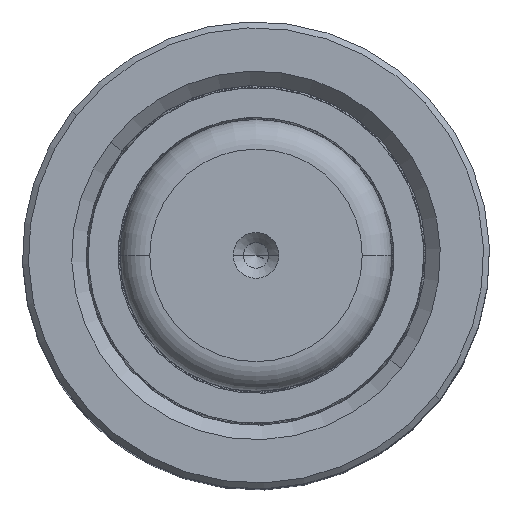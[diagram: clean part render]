
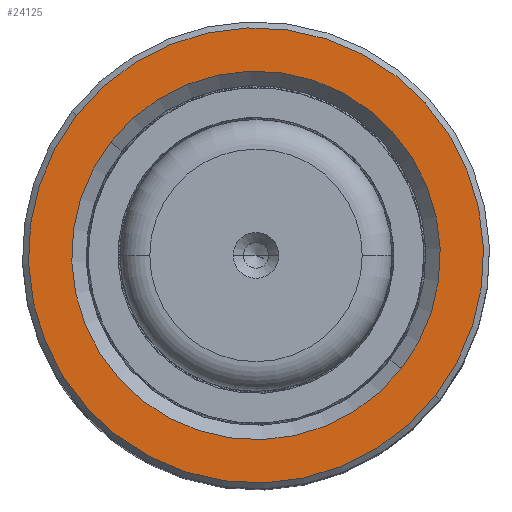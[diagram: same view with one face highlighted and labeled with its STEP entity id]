
A CAD part, top view. The second image highlights one B-rep face of the part: STEP entity #24125.
In plain terms, the highlighted planar face has unit normal (0, 0, 1).
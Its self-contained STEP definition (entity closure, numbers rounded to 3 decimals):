
#3023 = AXIS2_PLACEMENT_3D ( 'NONE', #17129, #13199, #31482 ) ;
#6033 = CARTESIAN_POINT ( 'NONE',  ( 0., 0., 80. ) ) ;
#6335 = EDGE_CURVE ( 'NONE', #26511, #56010, #23607, .T. ) ;
#8409 = DIRECTION ( 'NONE',  ( 1., 0., 0. ) ) ;
#9728 = EDGE_CURVE ( 'NONE', #56010, #26511, #24173, .T. ) ;
#10355 = VERTEX_POINT ( 'NONE', #48086 ) ;
#12460 = PLANE ( 'NONE',  #25959 ) ;
#13029 = EDGE_CURVE ( 'NONE', #10355, #34658, #37448, .T. ) ;
#13137 = DIRECTION ( 'NONE',  ( 0., 0., 1. ) ) ;
#13199 = DIRECTION ( 'NONE',  ( 0., 0., 1. ) ) ;
#13677 = CARTESIAN_POINT ( 'NONE',  ( -21.7, 0., 80. ) ) ;
#17129 = CARTESIAN_POINT ( 'NONE',  ( 0., 0., 80. ) ) ;
#20703 = EDGE_LOOP ( 'NONE', ( #28753, #26529 ) ) ;
#21514 = DIRECTION ( 'NONE',  ( 1., 0., 0. ) ) ;
#23607 = CIRCLE ( 'NONE', #55923, 21.7 ) ;
#23892 = AXIS2_PLACEMENT_3D ( 'NONE', #31234, #13137, #8409 ) ;
#24125 = ADVANCED_FACE ( 'NONE', ( #28014, #31492 ), #12460, .T. ) ;
#24173 = CIRCLE ( 'NONE', #45359, 21.7 ) ;
#24983 = ORIENTED_EDGE ( 'NONE', *, *, #9728, .T. ) ;
#25959 = AXIS2_PLACEMENT_3D ( 'NONE', #52489, #48537, #21514 ) ;
#26511 = VERTEX_POINT ( 'NONE', #27744 ) ;
#26529 = ORIENTED_EDGE ( 'NONE', *, *, #37352, .T. ) ;
#27636 = CARTESIAN_POINT ( 'NONE',  ( 26.8, 0., 80. ) ) ;
#27744 = CARTESIAN_POINT ( 'NONE',  ( 21.7, 0., 80. ) ) ;
#28014 = FACE_OUTER_BOUND ( 'NONE', #20703, .T. ) ;
#28753 = ORIENTED_EDGE ( 'NONE', *, *, #13029, .T. ) ;
#30698 = CIRCLE ( 'NONE', #3023, 26.8 ) ;
#31234 = CARTESIAN_POINT ( 'NONE',  ( 0., 0., 80. ) ) ;
#31482 = DIRECTION ( 'NONE',  ( 1., 0., 0. ) ) ;
#31492 = FACE_BOUND ( 'NONE', #40331, .T. ) ;
#34658 = VERTEX_POINT ( 'NONE', #27636 ) ;
#37352 = EDGE_CURVE ( 'NONE', #34658, #10355, #30698, .T. ) ;
#37448 = CIRCLE ( 'NONE', #23892, 26.8 ) ;
#38863 = DIRECTION ( 'NONE',  ( 1., 0., 0. ) ) ;
#40331 = EDGE_LOOP ( 'NONE', ( #41327, #24983 ) ) ;
#41327 = ORIENTED_EDGE ( 'NONE', *, *, #6335, .T. ) ;
#43607 = CARTESIAN_POINT ( 'NONE',  ( 0., 0., 80. ) ) ;
#45359 = AXIS2_PLACEMENT_3D ( 'NONE', #6033, #46259, #50816 ) ;
#46259 = DIRECTION ( 'NONE',  ( 0., 0., -1. ) ) ;
#48086 = CARTESIAN_POINT ( 'NONE',  ( -26.8, 0., 80. ) ) ;
#48131 = DIRECTION ( 'NONE',  ( 0., 0., -1. ) ) ;
#48537 = DIRECTION ( 'NONE',  ( 0., 0., 1. ) ) ;
#50816 = DIRECTION ( 'NONE',  ( 1., 0., 0. ) ) ;
#52489 = CARTESIAN_POINT ( 'NONE',  ( 0., 0., 80. ) ) ;
#55923 = AXIS2_PLACEMENT_3D ( 'NONE', #43607, #48131, #38863 ) ;
#56010 = VERTEX_POINT ( 'NONE', #13677 ) ;
